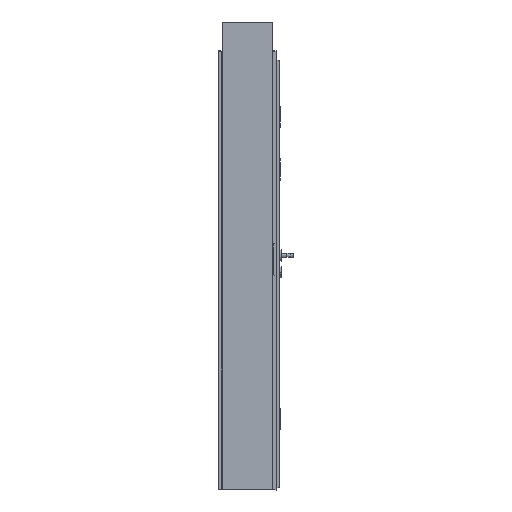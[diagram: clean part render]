
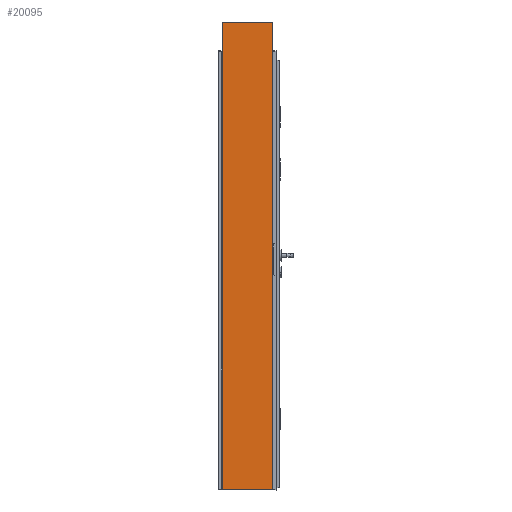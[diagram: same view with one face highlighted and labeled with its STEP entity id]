
A CAD part, left-side view. The second image highlights one B-rep face of the part: STEP entity #20095.
In plain terms, the highlighted planar face has unit normal (-1, 0, 0).
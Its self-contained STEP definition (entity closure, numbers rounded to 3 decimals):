
#20095=ADVANCED_FACE('',(#40575),#32375,.T.);
#32375=PLANE('',#224111);
#40575=FACE_OUTER_BOUND('',#51430,.T.);
#51430=EDGE_LOOP('',(#65731,#65732,#65733,#65734));
#65731=ORIENTED_EDGE('',*,*,#147465,.T.);
#65732=ORIENTED_EDGE('',*,*,#147464,.T.);
#65733=ORIENTED_EDGE('',*,*,#147466,.F.);
#65734=ORIENTED_EDGE('',*,*,#147444,.T.);
#127003=VERTEX_POINT('',#301873);
#127005=VERTEX_POINT('',#301876);
#127017=VERTEX_POINT('',#301912);
#127018=VERTEX_POINT('',#301914);
#147444=EDGE_CURVE('',#127005,#127003,#178094,.T.);
#147464=EDGE_CURVE('',#127017,#127018,#178114,.T.);
#147465=EDGE_CURVE('',#127003,#127017,#178115,.T.);
#147466=EDGE_CURVE('',#127005,#127018,#178116,.T.);
#178094=LINE('',#301875,#200984);
#178114=LINE('',#301915,#201004);
#178115=LINE('',#301917,#201005);
#178116=LINE('',#301918,#201006);
#200984=VECTOR('',#242322,1.);
#201004=VECTOR('',#242354,1.);
#201005=VECTOR('',#242357,1.);
#201006=VECTOR('',#242358,1.);
#224111=AXIS2_PLACEMENT_3D('',#301919,#242359,#242360);
#242322=DIRECTION('',(0.,-1.,0.));
#242354=DIRECTION('',(0.,1.,0.));
#242357=DIRECTION('',(0.,0.,1.));
#242358=DIRECTION('',(0.,0.,1.));
#242359=DIRECTION('',(-1.,0.,0.));
#242360=DIRECTION('',(0.,0.,1.));
#301873=CARTESIAN_POINT('',(-502.5,-9.3,-7.75));
#301875=CARTESIAN_POINT('',(-502.5,230.4,-7.75));
#301876=CARTESIAN_POINT('',(-502.5,230.4,-7.75));
#301912=CARTESIAN_POINT('',(-502.5,-9.3,2212.25));
#301914=CARTESIAN_POINT('',(-502.5,230.4,2212.25));
#301915=CARTESIAN_POINT('',(-502.5,230.4,2212.25));
#301917=CARTESIAN_POINT('',(-502.5,-9.3,2212.25));
#301918=CARTESIAN_POINT('',(-502.5,230.4,2212.25));
#301919=CARTESIAN_POINT('',(-502.5,230.4,2212.25));
